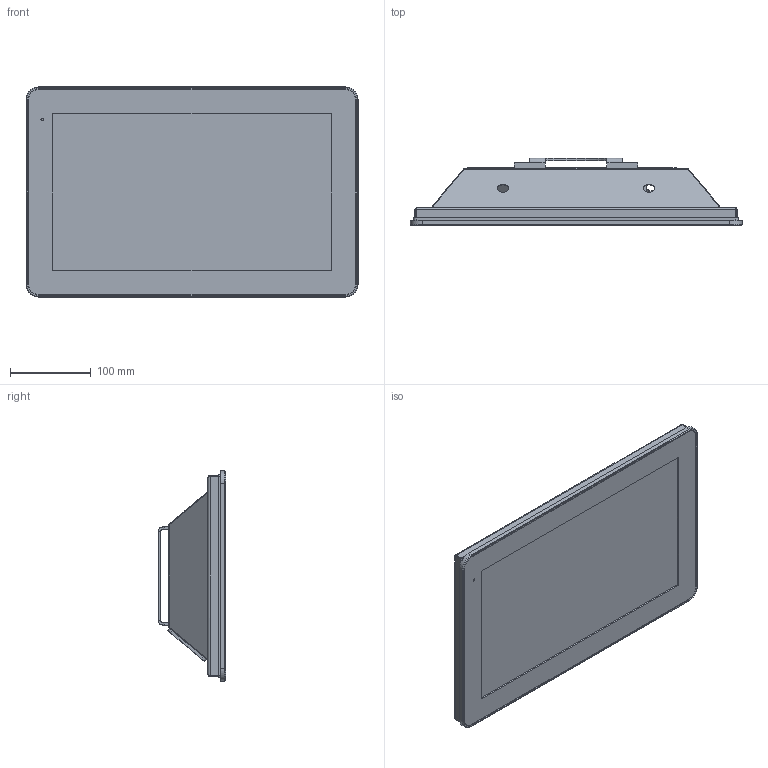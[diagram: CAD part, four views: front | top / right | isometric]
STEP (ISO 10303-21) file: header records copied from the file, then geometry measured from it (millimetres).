
FILE_DESCRIPTION (( 'STEP AP203' ), '1' );
FILE_NAME ('506-02031 69K.STEP', '2025-02-18T18:21:55', ( 'Proprietaire' ), ( '' ), 'SwSTEP 2.0', 'SolidWorks 2022', '' );
FILE_SCHEMA (( 'CONFIG_CONTROL_DESIGN' ));
Length unit declared in the file: millimetre
Products named in the file (1): 506-02031 69K
Bounding box: 411 x 83.12 x 260 mm (x, y, z)
Volume: 558669.6 mm3; surface area: 591014.6 mm2
Topology: 1 solids, 1 shells, 856 faces, 2200 edges, 1433 vertices
Faces by surface type: plane 443, cylinder 208, bspline 173, cone 32
Full cylindrical faces by diameter (mm): 3 x1, 3.3 x8, 3.797 x24, 3.969 x2, 4.305 x32, 4.8 x2, 6.4 x24, 6.401 x8, 9.525 x2, 12 x1, 13.5 x2, 38.1 x1
Entity records: 32939 total; most frequent: CARTESIAN_POINT 13846, ORIENTED_EDGE 3960, DIRECTION 3382, EDGE_CURVE 1980, VERTEX_POINT 1344, LINE 1214, EDGE_LOOP 1214, VECTOR 1214
